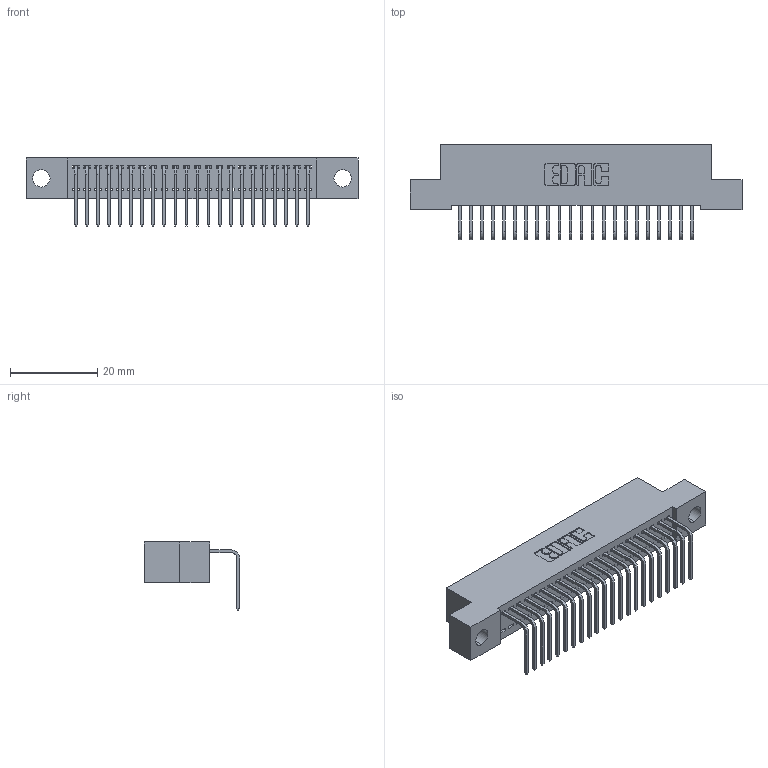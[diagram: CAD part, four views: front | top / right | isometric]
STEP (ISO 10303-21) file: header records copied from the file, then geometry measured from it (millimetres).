
FILE_DESCRIPTION (( 'STEP AP203' ), '1' );
FILE_NAME ('342-022-558-104.STEP', '2018-08-11T01:02:36', ( '' ), ( '' ), 'SwSTEP 2.0', 'SolidWorks 2016', '' );
FILE_SCHEMA (( 'CONFIG_CONTROL_DESIGN' ));
Length unit declared in the file: inch
Products named in the file (3): 342 Part_.156 TH; 345-292-001_558 Tail - 2; 342-022-558-104
Assembly tree (23 placements, depth 2):
  342-022-558-104
    342 Part_.156 TH
    345-292-001_558 Tail - 2  x22
Bounding box: 76.2 x 21.91 x 15.62 mm (x, y, z)
Volume: 6593.8 mm3; surface area: 9544.4 mm2
Topology: 23 solids, 23 shells, 1430 faces, 4303 edges, 2838 vertices
Faces by surface type: plane 1034, cylinder 396
Entity records: 15991 total; most frequent: CARTESIAN_POINT 2768, ORIENTED_EDGE 2726, DIRECTION 2375, EDGE_CURVE 1363, LINE 1235, VECTOR 1235, VERTEX_POINT 906, AXIS2_PLACEMENT_3D 570
